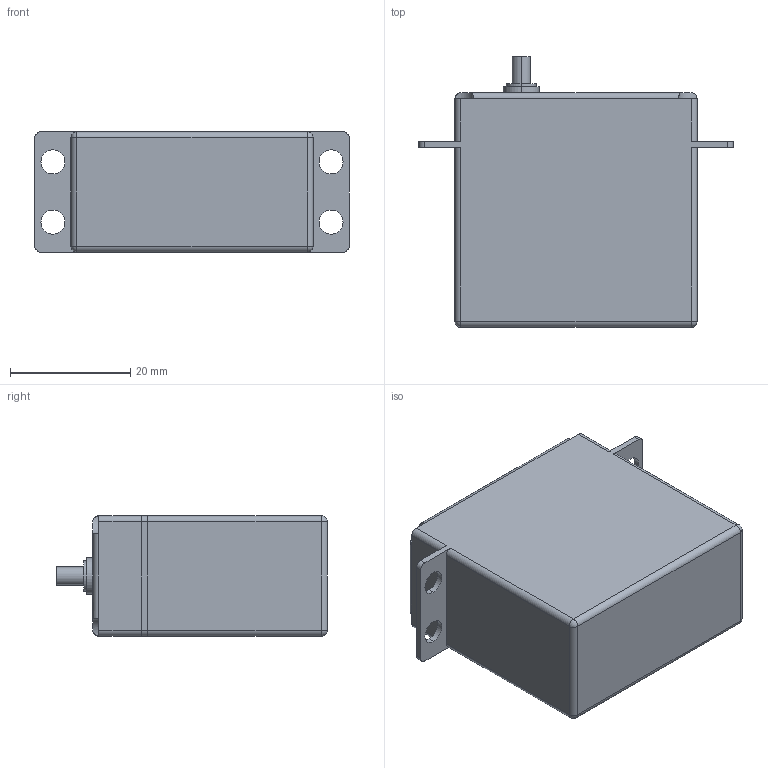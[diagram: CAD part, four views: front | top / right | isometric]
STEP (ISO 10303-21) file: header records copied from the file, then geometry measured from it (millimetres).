
FILE_DESCRIPTION (( 'STEP AP203' ), '1' );
FILE_NAME ('娄清华.STEP', '2025-09-04T05:04:20', ( '' ), ( '' ), 'SwSTEP 2.0', 'SolidWorks 2024', '' );
FILE_SCHEMA (( 'CONFIG_CONTROL_DESIGN' ));
Length unit declared in the file: millimetre
Products named in the file (1): 娄清华
Bounding box: 52.24 x 45 x 20 mm (x, y, z)
Volume: 31536.3 mm3; surface area: 6686.4 mm2
Topology: 1 solids, 1 shells, 66 faces, 164 edges, 100 vertices
Faces by surface type: cylinder 40, plane 22, sphere 4
Entity records: 2085 total; most frequent: CARTESIAN_POINT 399, DIRECTION 358, ORIENTED_EDGE 320, EDGE_CURVE 160, AXIS2_PLACEMENT_3D 139, VERTEX_POINT 100, LINE 80, VECTOR 80
